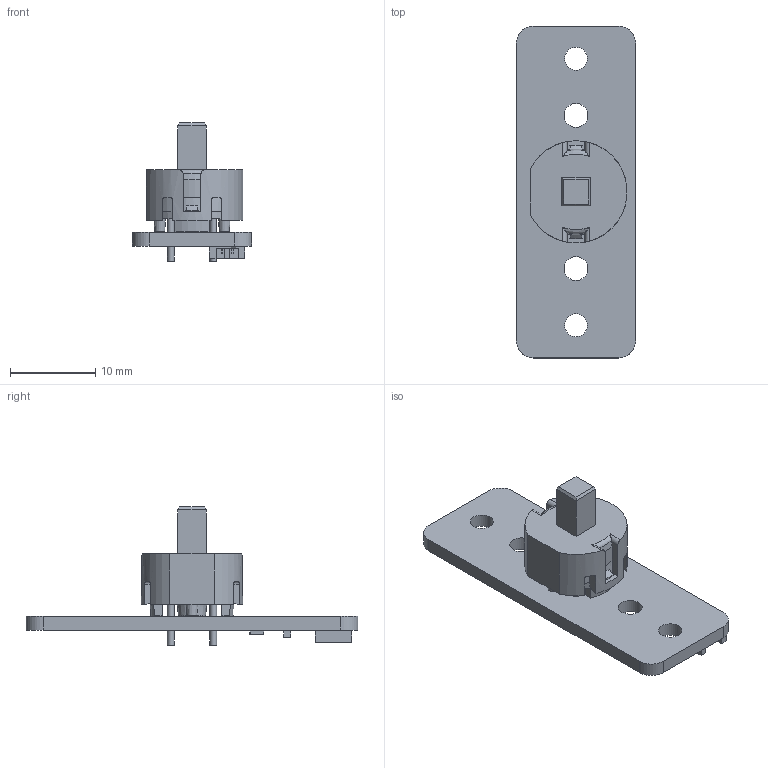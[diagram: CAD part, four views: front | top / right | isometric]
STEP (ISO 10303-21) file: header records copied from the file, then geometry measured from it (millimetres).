
FILE_DESCRIPTION(('KiCad electronic assembly'),'2;1');
FILE_NAME('Power Button Board.step','2024-06-17T06:33:54',('Pcbnew'),( 'Kicad'),'Open CASCADE STEP processor 7.7','KiCad to STEP converter' ,'Unknown');
FILE_SCHEMA(('AUTOMOTIVE_DESIGN { 1 0 10303 214 1 1 1 1 }'));
Length unit declared in the file: millimetre
Products named in the file (10): Power Button Board 1; SW_CK_D6LxxxxLFS; D6L90F1LFS v4; C_0603_1608Metric; R_0603_1608Metric; JST_ACH_BM02B-ACHSS-GAN-ETF_1x02-1MP_P1.20mm_Vertical; BM02B-ACHSS-GAN-ETF v1; Power Button Board_PCB
Assembly tree (9 placements, depth 3):
  Power Button Board 1
    SW_CK_D6LxxxxLFS
      D6L90F1LFS v4
    C_0603_1608Metric
      C_0603_1608Metric
    R_0603_1608Metric
      R_0603_1608Metric
    JST_ACH_BM02B-ACHSS-GAN-ETF_1x02-1MP_P1.20mm_Vertical
      BM02B-ACHSS-GAN-ETF v1
    Power Button Board_PCB
Bounding box: 14 x 39 x 16.22 mm (x, y, z)
Volume: 1551.9 mm3; surface area: 2116.8 mm2
Topology: 5 solids, 5 shells, 236 faces, 629 edges, 412 vertices
Faces by surface type: plane 158, cylinder 59, cone 15, torus 4
Full cylindrical faces by diameter (mm): 0.8 x4, 1.2 x4, 2.7 x2, 2.8 x2
Entity records: 9172 total; most frequent: CARTESIAN_POINT 2185, ORIENTED_EDGE 1258, DIRECTION 1225, EDGE_CURVE 629, LINE 433, VECTOR 433, VERTEX_POINT 412, AXIS2_PLACEMENT_3D 396
